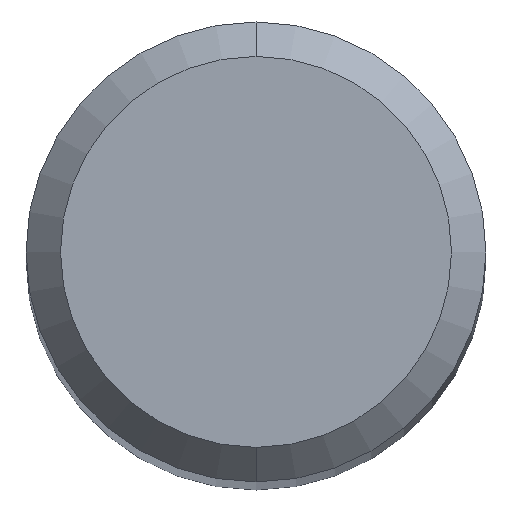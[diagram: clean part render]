
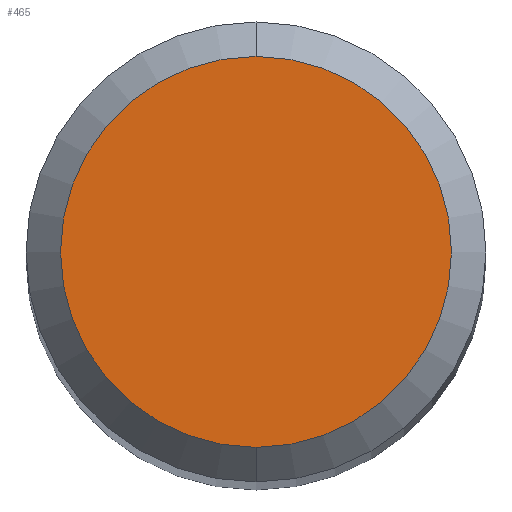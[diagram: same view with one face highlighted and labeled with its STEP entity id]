
A CAD part, top view. The second image highlights one B-rep face of the part: STEP entity #465.
In plain terms, the highlighted planar face has unit normal (0, 0, 1).
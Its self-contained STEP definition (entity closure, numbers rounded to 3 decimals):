
#373=VERTEX_POINT('',#1052);
#465=ADVANCED_FACE('',(#1153),#1154,.T.);
#739=EDGE_CURVE('',#373,#955,#1455,.T.);
#921=EDGE_CURVE('',#955,#373,#1650,.T.);
#955=VERTEX_POINT('',#1686);
#1052=CARTESIAN_POINT('',(0.,-1.7,0.0));
#1153=FACE_OUTER_BOUND('',#2454,.T.);
#1154=PLANE('',#2455);
#1455=CIRCLE('',#3966,1.7);
#1650=CIRCLE('',#4874,1.7);
#1686=CARTESIAN_POINT('',(0.0,1.7,0.0));
#2454=EDGE_LOOP('',(#5334,#5335));
#2455=AXIS2_PLACEMENT_3D('',#5336,#5337,#5338);
#3966=AXIS2_PLACEMENT_3D('',#5652,#5653,#5654);
#4874=AXIS2_PLACEMENT_3D('',#5857,#5858,#5859);
#5334=ORIENTED_EDGE('',*,*,#921,.F.);
#5335=ORIENTED_EDGE('',*,*,#739,.F.);
#5336=CARTESIAN_POINT('',(0.0,0.85,0.0));
#5337=DIRECTION('',(-0.0,0.0,1.0));
#5338=DIRECTION('',(0.0,-1.0,0.0));
#5652=CARTESIAN_POINT('',(0.0,0.0,0.0));
#5653=DIRECTION('',(0.0,0.0,-1.0));
#5654=DIRECTION('',(0.0,1.0,0.0));
#5857=CARTESIAN_POINT('',(0.0,0.0,0.0));
#5858=DIRECTION('',(0.0,0.0,-1.0));
#5859=DIRECTION('',(0.0,1.0,0.0));
